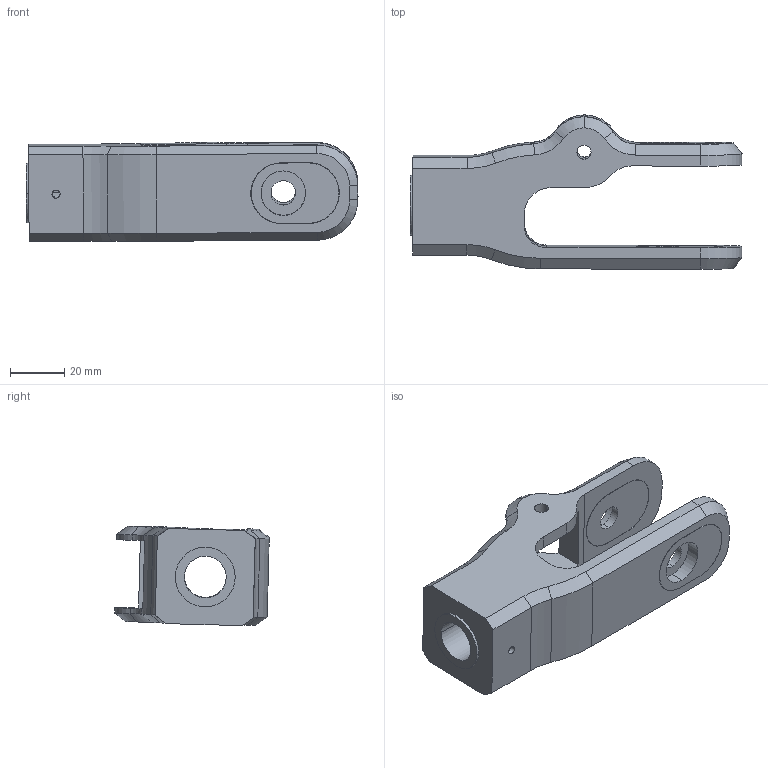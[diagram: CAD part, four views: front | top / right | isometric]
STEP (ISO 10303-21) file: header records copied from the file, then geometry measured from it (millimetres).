
FILE_DESCRIPTION (( 'STEP AP203' ), '1' );
FILE_NAME ('J4.STEP', '2025-10-20T00:47:27', ( '' ), ( '' ), 'SwSTEP 2.0', 'SolidWorks 2024', '' );
FILE_SCHEMA (( 'CONFIG_CONTROL_DESIGN' ));
Length unit declared in the file: millimetre
Products named in the file (3): bearing adapter J6 housing; Rotation arm V3; J4
Assembly tree (3 placements, depth 2):
  J4
    Rotation arm V3
    bearing adapter J6 housing  x2
Bounding box: 122.1 x 56.81 x 36.49 mm (x, y, z)
Volume: 82508.6 mm3; surface area: 27245.7 mm2
Topology: 3 solids, 3 shells, 117 faces, 300 edges, 189 vertices
Faces by surface type: cylinder 52, plane 45, cone 19, bspline 1
Entity records: 3712 total; most frequent: CARTESIAN_POINT 659, DIRECTION 614, ORIENTED_EDGE 552, EDGE_CURVE 276, AXIS2_PLACEMENT_3D 230, VERTEX_POINT 173, LINE 154, VECTOR 154
